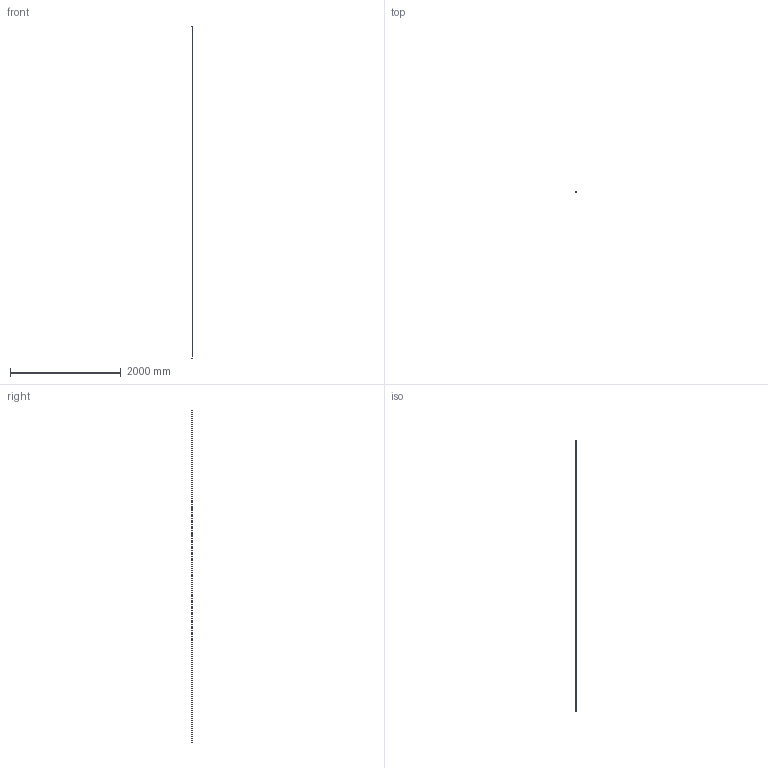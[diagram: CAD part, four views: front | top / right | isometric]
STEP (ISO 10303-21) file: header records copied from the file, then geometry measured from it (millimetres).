
FILE_DESCRIPTION (( 'STEP AP203' ), '1' );
FILE_NAME ('57201-240.step', '2023-03-27T14:31:29', ( '' ), ( '' ), 'SwSTEP 2.0', 'SolidWorks 2018', '' );
FILE_SCHEMA (( 'CONFIG_CONTROL_DESIGN' ));
Length unit declared in the file: millimetre
Products named in the file (1): 57201-240
Bounding box: 13.9 x 13.95 x 6000 mm (x, y, z)
Volume: 923627.9 mm3; surface area: 264208.5 mm2
Topology: 1 solids, 1 shells, 264 faces, 716 edges, 470 vertices
Faces by surface type: bspline 119, plane 114, cylinder 31
Full cylindrical faces by diameter (mm): 14 x1
Entity records: 14450 total; most frequent: CARTESIAN_POINT 8891, ORIENTED_EDGE 1390, DIRECTION 701, EDGE_CURVE 695, VERTEX_POINT 464, B_SPLINE_CURVE_WITH_KNOTS 384, EDGE_LOOP 283, FACE_OUTER_BOUND 259
